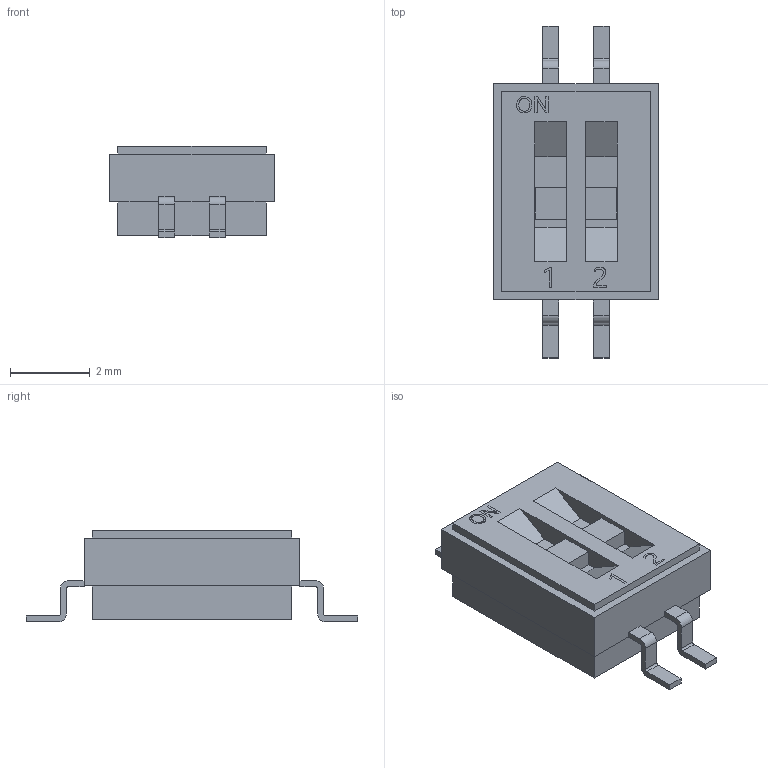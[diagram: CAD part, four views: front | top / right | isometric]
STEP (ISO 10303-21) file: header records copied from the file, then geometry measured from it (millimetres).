
FILE_DESCRIPTION (( 'STEP AP214' ), '1' );
FILE_NAME ('SOLID.STEP', '2024-08-27T05:56:31', ( '' ), ( '' ), 'SwSTEP 2.0', 'SolidWorks 2021', '' );
FILE_SCHEMA (( 'AUTOMOTIVE_DESIGN' ));
Length unit declared in the file: millimetre
Products named in the file (1): SOLID
Bounding box: 4.12 x 8.3 x 2.3 mm (x, y, z)
Volume: 45.2 mm3; surface area: 103.7 mm2
Topology: 1 solids, 1 shells, 141 faces, 384 edges, 256 vertices
Faces by surface type: plane 103, bspline 22, cylinder 16
Entity records: 6421 total; most frequent: CARTESIAN_POINT 2108, ORIENTED_EDGE 768, DIRECTION 612, EDGE_CURVE 384, VECTOR 308, LINE 308, VERTEX_POINT 256, EDGE_LOOP 152
